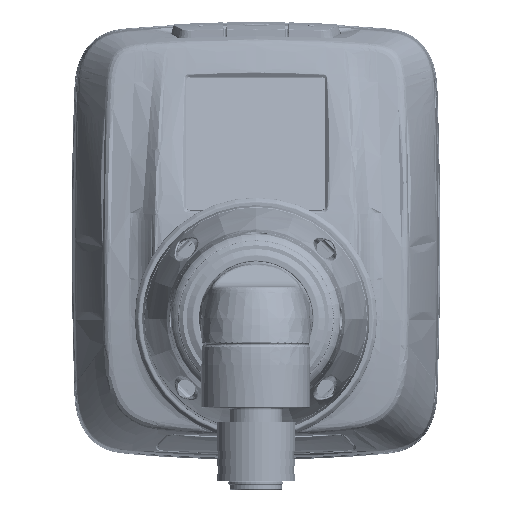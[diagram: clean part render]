
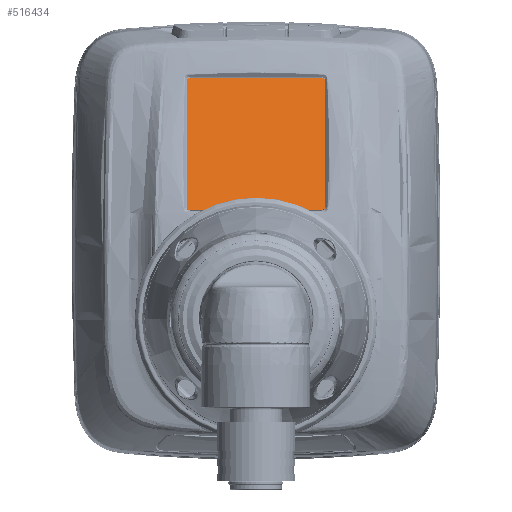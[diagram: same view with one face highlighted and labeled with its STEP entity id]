
A CAD part, top view. The second image highlights one B-rep face of the part: STEP entity #516434.
In plain terms, the highlighted planar face has unit normal (0, 0.292, 0.956).
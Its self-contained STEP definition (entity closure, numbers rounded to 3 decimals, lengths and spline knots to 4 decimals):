
#515817=DIRECTION('',(0.966,-0.248,0.076));
#515818=VECTOR('',#515817,0.0036);
#515819=CARTESIAN_POINT('',(0.5273,1.9297,
-5.6521));
#515820=LINE('',#515819,#515818);
#515821=CARTESIAN_POINT('',(0.5236,1.9033,
-5.644));
#515822=DIRECTION('',(0.,0.292,0.956));
#515823=DIRECTION('',(1.,0.,0.));
#515824=AXIS2_PLACEMENT_3D('',#515821,#515822,#515823);
#515826=DIRECTION('',(0.,-0.956,0.292));
#515827=VECTOR('',#515826,1.0472);
#515828=CARTESIAN_POINT('',(0.5512,1.9033,
-5.644));
#515829=LINE('',#515828,#515827);
#515830=CARTESIAN_POINT('',(0.5236,0.9019,
-5.3378));
#515831=DIRECTION('',(0.,0.292,0.956));
#515832=DIRECTION('',(0.,-0.956,0.292));
#515833=AXIS2_PLACEMENT_3D('',#515830,#515831,#515832);
#515835=DIRECTION('',(-1.,0.,0.));
#515836=VECTOR('',#515835,1.0472);
#515837=CARTESIAN_POINT('',(0.5236,0.8755,
-5.3298));
#515838=LINE('',#515837,#515836);
#515839=CARTESIAN_POINT('',(-0.5236,0.9019,
-5.3378));
#515840=DIRECTION('',(0.,0.292,0.956));
#515841=DIRECTION('',(-1.,0.,0.));
#515842=AXIS2_PLACEMENT_3D('',#515839,#515840,#515841);
#515844=DIRECTION('',(0.,0.956,-0.292));
#515845=VECTOR('',#515844,1.0472);
#515846=CARTESIAN_POINT('',(-0.5512,0.9019,
-5.3378));
#515847=LINE('',#515846,#515845);
#515848=CARTESIAN_POINT('',(-0.5236,1.9033,
-5.644));
#515849=DIRECTION('',(0.,0.292,0.956));
#515850=DIRECTION('',(-0.259,0.924,-0.282));
#515851=AXIS2_PLACEMENT_3D('',#515848,#515849,#515850);
#515853=DIRECTION('',(-0.966,-0.248,0.076));
#515854=VECTOR('',#515853,0.0036);
#515855=CARTESIAN_POINT('',(-0.5273,1.9297,
-5.6521));
#515856=LINE('',#515855,#515854);
#515857=DIRECTION('',(1.,0.,0.));
#515858=VECTOR('',#515857,1.0545);
#515859=CARTESIAN_POINT('',(-0.5273,1.9297,
-5.6521));
#515860=LINE('',#515859,#515858);
#515939=CARTESIAN_POINT('',(0.5236,0.8755,
-5.3298));
#515940=CARTESIAN_POINT('',(0.5512,0.9019,
-5.3378));
#515941=VERTEX_POINT('',#515939);
#515942=VERTEX_POINT('',#515940);
#515947=CARTESIAN_POINT('',(-0.5512,0.9019,
-5.3378));
#515948=CARTESIAN_POINT('',(-0.5236,0.8755,
-5.3298));
#515949=VERTEX_POINT('',#515947);
#515950=VERTEX_POINT('',#515948);
#515995=CARTESIAN_POINT('',(0.5273,1.9297,
-5.6521));
#515996=CARTESIAN_POINT('',(0.5308,1.9288,
-5.6518));
#515997=VERTEX_POINT('',#515995);
#515998=VERTEX_POINT('',#515996);
#515999=CARTESIAN_POINT('',(0.5512,1.9033,
-5.644));
#516000=VERTEX_POINT('',#515999);
#516001=CARTESIAN_POINT('',(-0.5308,1.9288,
-5.6518));
#516002=CARTESIAN_POINT('',(-0.5512,1.9033,
-5.644));
#516003=VERTEX_POINT('',#516001);
#516004=VERTEX_POINT('',#516002);
#516005=CARTESIAN_POINT('',(-0.5273,1.9297,
-5.6521));
#516006=VERTEX_POINT('',#516005);
#516409=CARTESIAN_POINT('',(0.,1.4026,-5.4909));
#516410=DIRECTION('',(0.,0.292,0.956));
#516411=DIRECTION('',(-1.,0.,0.));
#516412=AXIS2_PLACEMENT_3D('',#516409,#516410,#516411);
#516413=PLANE('',#516412);
#516414=ORIENTED_EDGE('',*,*,#516400,.T.);
#516416=ORIENTED_EDGE('',*,*,#516415,.F.);
#516418=ORIENTED_EDGE('',*,*,#516417,.T.);
#516420=ORIENTED_EDGE('',*,*,#516419,.F.);
#516422=ORIENTED_EDGE('',*,*,#516421,.T.);
#516424=ORIENTED_EDGE('',*,*,#516423,.F.);
#516426=ORIENTED_EDGE('',*,*,#516425,.T.);
#516428=ORIENTED_EDGE('',*,*,#516427,.F.);
#516430=ORIENTED_EDGE('',*,*,#516429,.F.);
#516431=ORIENTED_EDGE('',*,*,#516387,.T.);
#516432=EDGE_LOOP('',(#516414,#516416,#516418,#516420,#516422,#516424,#516426,
#516428,#516430,#516431));
#516433=FACE_OUTER_BOUND('',#516432,.F.);
#516434=ADVANCED_FACE('',(#516433),#516413,.T.);
#515825=CIRCLE('',#515824,0.0276);
#515834=CIRCLE('',#515833,0.0276);
#515843=CIRCLE('',#515842,0.0276);
#515852=CIRCLE('',#515851,0.0276);
#516387=EDGE_CURVE('',#516006,#515997,#515860,.T.);
#516400=EDGE_CURVE('',#515997,#515998,#515820,.T.);
#516415=EDGE_CURVE('',#516000,#515998,#515825,.T.);
#516417=EDGE_CURVE('',#516000,#515942,#515829,.T.);
#516419=EDGE_CURVE('',#515941,#515942,#515834,.T.);
#516421=EDGE_CURVE('',#515941,#515950,#515838,.T.);
#516423=EDGE_CURVE('',#515949,#515950,#515843,.T.);
#516425=EDGE_CURVE('',#515949,#516004,#515847,.T.);
#516427=EDGE_CURVE('',#516003,#516004,#515852,.T.);
#516429=EDGE_CURVE('',#516006,#516003,#515856,.T.);
